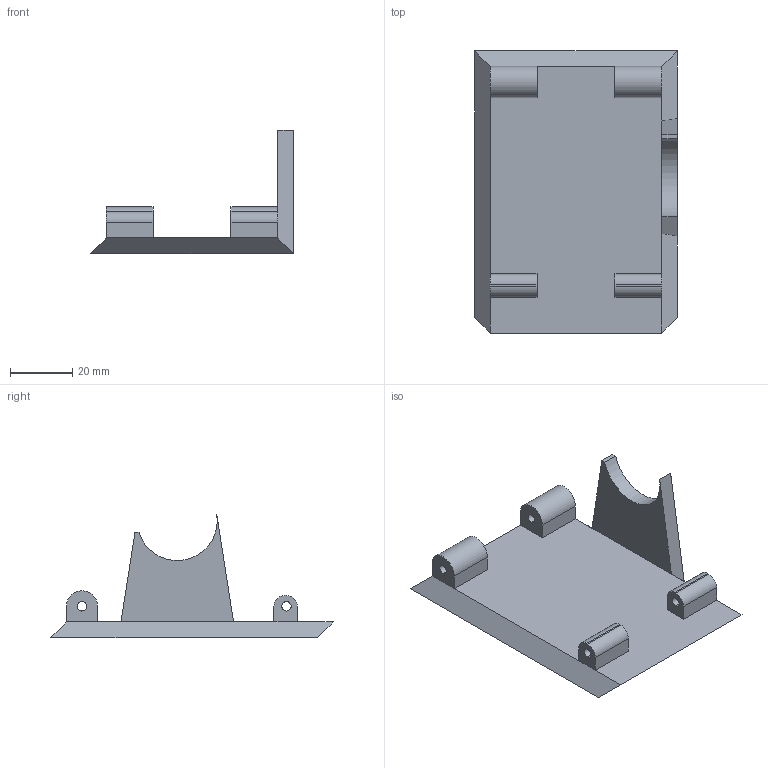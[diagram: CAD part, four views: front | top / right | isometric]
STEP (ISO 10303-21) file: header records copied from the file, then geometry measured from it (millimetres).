
FILE_DESCRIPTION (( 'STEP AP203' ), '1' );
FILE_NAME ('Component233.STEP', '2024-07-11T18:30:07', ( '微软用户' ), ( '微软中国' ), 'SwSTEP 2.0', 'SolidWorks 2023', '' );
FILE_SCHEMA (( 'CONFIG_CONTROL_DESIGN' ));
Length unit declared in the file: millimetre
Products named in the file (1): Component233
Bounding box: 65 x 90.54 x 39.47 mm (x, y, z)
Volume: 33863.9 mm3; surface area: 16276.2 mm2
Topology: 1 solids, 1 shells, 45 faces, 115 edges, 72 vertices
Faces by surface type: plane 30, cylinder 15
Entity records: 1440 total; most frequent: DIRECTION 237, CARTESIAN_POINT 233, ORIENTED_EDGE 230, EDGE_CURVE 115, LINE 85, VECTOR 85, AXIS2_PLACEMENT_3D 76, VERTEX_POINT 72
